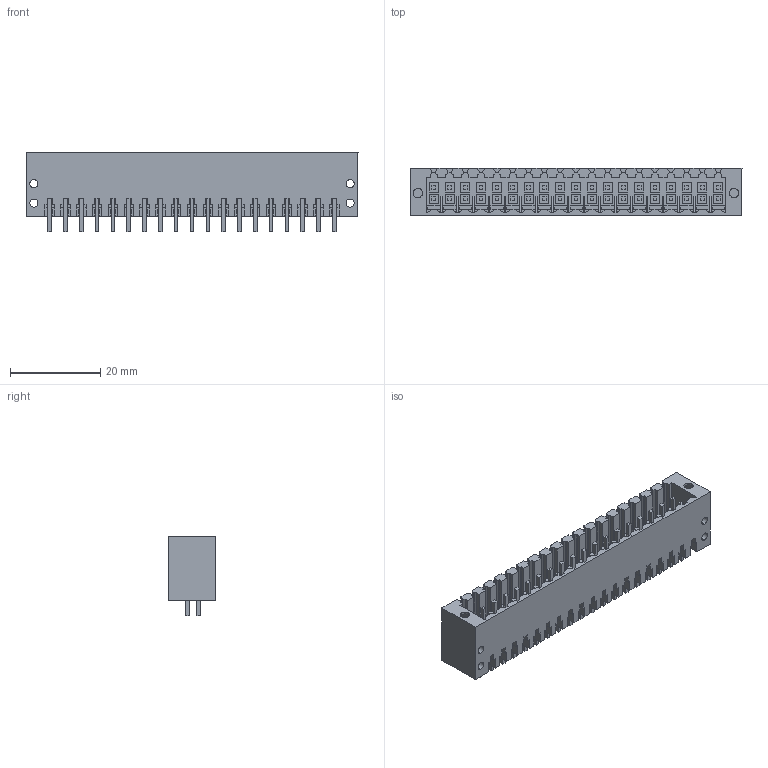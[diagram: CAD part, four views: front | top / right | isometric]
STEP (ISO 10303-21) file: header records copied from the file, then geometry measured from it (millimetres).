
FILE_DESCRIPTION(('CATIA V5 STEP Exchange','CAx-IF Rec.Pracs.--- Model Styling and Organization---1.4--- 2014-01-23'),'2;1');
FILE_NAME ('D1494236_1_2559370000_2559370000.stp','2021-07-22T09:31:44+00:00',('none'),('Weidmueller'),'CATIA Version 5-6 Release 2016 SP3 HF44','CATIA V5 STEP AP214','none');
FILE_SCHEMA(('AUTOMOTIVE_DESIGN { 1 0 10303 214 1 1 1 1 }'));
Length unit declared in the file: millimetre
Products named in the file (1): 2559370000
Bounding box: 73.5 x 10.5 x 17.7 mm (x, y, z)
Volume: 5076 mm3; surface area: 11367 mm2
Topology: 39 solids, 39 shells, 1654 faces, 4378 edges, 2904 vertices
Faces by surface type: plane 1600, cylinder 54
Entity records: 46160 total; most frequent: ORIENTED_EDGE 8756, CARTESIAN_POINT 8211, DIRECTION 6093, EDGE_CURVE 4378, VECTOR 4262, LINE 4262, VERTEX_POINT 2904, EDGE_LOOP 1772
